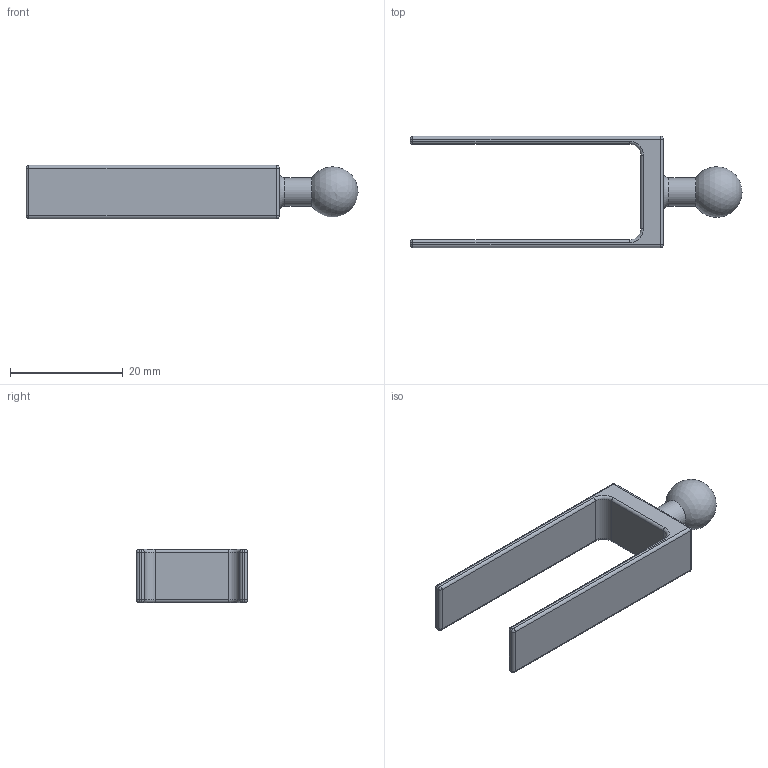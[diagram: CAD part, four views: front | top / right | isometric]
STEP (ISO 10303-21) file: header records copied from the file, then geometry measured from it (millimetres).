
FILE_DESCRIPTION(/* description */ (''),/* implementation_level */ '2;1');
FILE_NAME(/* name */ '10x20-plunger-V1.stp',/* time_stamp */ '2018-03-02T10:17:10+01:00',/* author */ ('voigt'),/* organization */ (''),/* preprocessor_version */ 'ST-DEVELOPER v16.1',/* originating_system */ 'Autodesk Inventor 2016',/* authorisation */ '');
FILE_SCHEMA (('AUTOMOTIVE_DESIGN { 1 0 10303 214 3 1 1 }'));
Length unit declared in the file: millimetre
Products named in the file (1): 10x20-plunger-V1
Bounding box: 59 x 19.8 x 9.5 mm (x, y, z)
Volume: 2324.7 mm3; surface area: 2580.2 mm2
Topology: 1 solids, 1 shells, 53 faces, 108 edges, 57 vertices
Faces by surface type: cylinder 25, sphere 13, plane 10, torus 5
Full cylindrical faces by diameter (mm): 5 x1
Entity records: 1348 total; most frequent: DIRECTION 266, CARTESIAN_POINT 212, ORIENTED_EDGE 206, AXIS2_PLACEMENT_3D 109, EDGE_CURVE 103, EDGE_LOOP 56, CIRCLE 55, VERTEX_POINT 55
